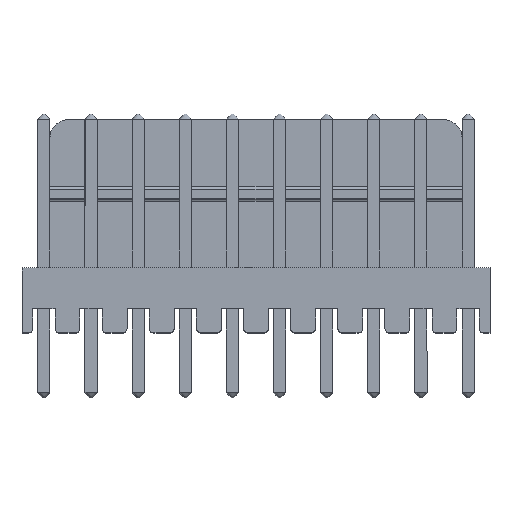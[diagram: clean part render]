
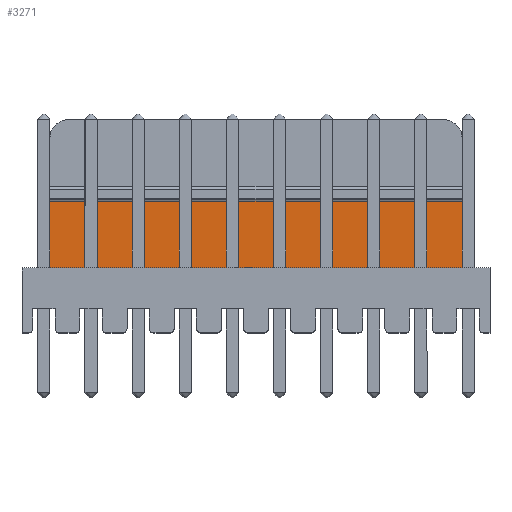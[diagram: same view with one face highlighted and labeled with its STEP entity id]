
A CAD part, top view. The second image highlights one B-rep face of the part: STEP entity #3271.
In plain terms, the highlighted planar face has unit normal (0, 0, 1).
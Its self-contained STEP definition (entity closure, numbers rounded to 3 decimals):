
#399 = EDGE_LOOP ( 'NONE', ( #8418, #3307, #4824, #3765 ) ) ;
#1220 = EDGE_CURVE ( 'NONE', #2780, #8862, #4180, .T. ) ;
#1521 = CARTESIAN_POINT ( 'NONE',  ( 1.5, 7.1, -4.314 ) ) ;
#1531 = AXIS2_PLACEMENT_3D ( 'NONE', #6170, #1975, #6863 ) ;
#1975 = DIRECTION ( 'NONE',  ( 0., 0., -1. ) ) ;
#2191 = DIRECTION ( 'NONE',  ( -1., 0., 0. ) ) ;
#2450 = DIRECTION ( 'NONE',  ( 1., 0., 0. ) ) ;
#2780 = VERTEX_POINT ( 'NONE', #4626 ) ;
#3164 = VERTEX_POINT ( 'NONE', #3180 ) ;
#3180 = CARTESIAN_POINT ( 'NONE',  ( 23.72, 3.5, -4.314 ) ) ;
#3271 = ADVANCED_FACE ( 'NONE', ( #5627 ), #7535, .F. ) ;
#3307 = ORIENTED_EDGE ( 'NONE', *, *, #6627, .T. ) ;
#3765 = ORIENTED_EDGE ( 'NONE', *, *, #3802, .T. ) ;
#3770 = CARTESIAN_POINT ( 'NONE',  ( 23.72, 11.5, -4.314 ) ) ;
#3802 = EDGE_CURVE ( 'NONE', #8862, #3164, #4075, .T. ) ;
#3813 = LINE ( 'NONE', #3770, #7526 ) ;
#4075 = LINE ( 'NONE', #6637, #7788 ) ;
#4180 = LINE ( 'NONE', #8668, #7892 ) ;
#4485 = DIRECTION ( 'NONE',  ( 0., -1., 0. ) ) ;
#4626 = CARTESIAN_POINT ( 'NONE',  ( 1.5, 7.1, -4.314 ) ) ;
#4696 = EDGE_CURVE ( 'NONE', #5943, #3164, #3813, .T. ) ;
#4824 = ORIENTED_EDGE ( 'NONE', *, *, #1220, .T. ) ;
#5627 = FACE_OUTER_BOUND ( 'NONE', #399, .T. ) ;
#5943 = VERTEX_POINT ( 'NONE', #7254 ) ;
#6170 = CARTESIAN_POINT ( 'NONE',  ( 1.5, 11.5, -4.314 ) ) ;
#6627 = EDGE_CURVE ( 'NONE', #5943, #2780, #8847, .T. ) ;
#6637 = CARTESIAN_POINT ( 'NONE',  ( 1.5, 3.5, -4.314 ) ) ;
#6863 = DIRECTION ( 'NONE',  ( -1., 0., 0. ) ) ;
#7172 = CARTESIAN_POINT ( 'NONE',  ( 1.5, 3.5, -4.314 ) ) ;
#7254 = CARTESIAN_POINT ( 'NONE',  ( 23.72, 7.1, -4.314 ) ) ;
#7526 = VECTOR ( 'NONE', #8624, 1000. ) ;
#7535 = PLANE ( 'NONE',  #1531 ) ;
#7788 = VECTOR ( 'NONE', #2450, 1000. ) ;
#7892 = VECTOR ( 'NONE', #4485, 1000. ) ;
#8418 = ORIENTED_EDGE ( 'NONE', *, *, #4696, .F. ) ;
#8624 = DIRECTION ( 'NONE',  ( 0., -1., 0. ) ) ;
#8639 = VECTOR ( 'NONE', #2191, 1000. ) ;
#8668 = CARTESIAN_POINT ( 'NONE',  ( 1.5, 11.5, -4.314 ) ) ;
#8847 = LINE ( 'NONE', #1521, #8639 ) ;
#8862 = VERTEX_POINT ( 'NONE', #7172 ) ;
